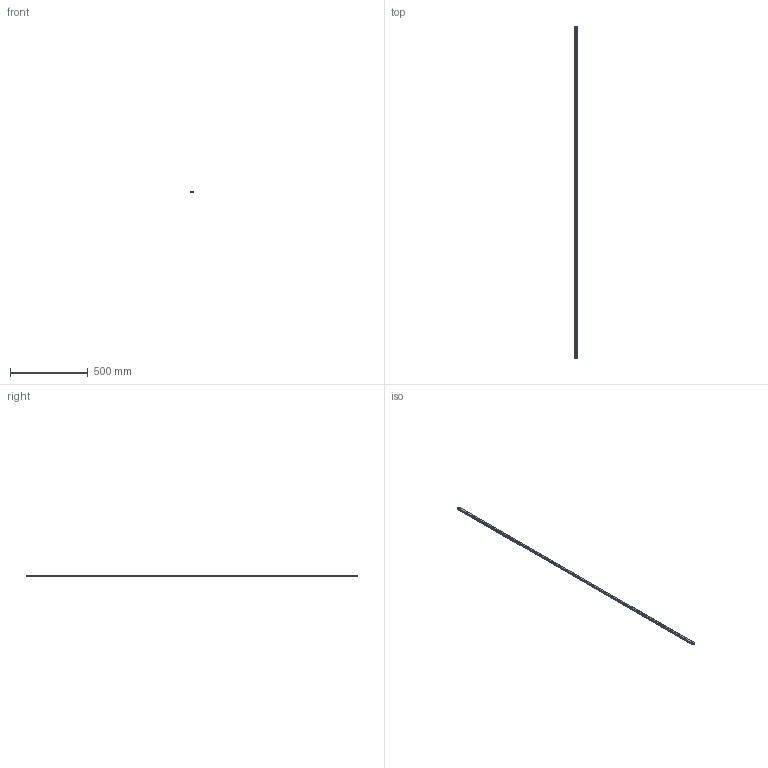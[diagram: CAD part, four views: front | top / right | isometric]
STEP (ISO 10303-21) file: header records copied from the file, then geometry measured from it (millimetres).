
FILE_DESCRIPTION(('STEP AP214'),'1');
FILE_NAME('cctmp_A95A3FF1-9F1C-427F-ACA1-7E76781985B8_2021_02_02_12_28_49_0216..stp','2021-02-02T11:28:49',('HIWIN GmbH'),('CADClick - www.CADClick.com'),'Spatial InterOp 3D',' ','unknown authorization');
FILE_SCHEMA(('AUTOMOTIVE_DESIGN'));
Length unit declared in the file: millimetre
Products named in the file (1): EGR15U2130C_FILE
Bounding box: 15 x 2130 x 12.5 mm (x, y, z)
Volume: 339150 mm3; surface area: 129934 mm2
Topology: 1 solids, 1 shells, 463 faces, 1155 edges, 770 vertices
Faces by surface type: cylinder 234, plane 229
Entity records: 17829 total; most frequent: DIRECTION 2695, CARTESIAN_POINT 2389, ORIENTED_EDGE 2310, EDGE_CURVE 1155, AXIS2_PLACEMENT_3D 1076, VERTEX_POINT 770, LINE 543, VECTOR 543
